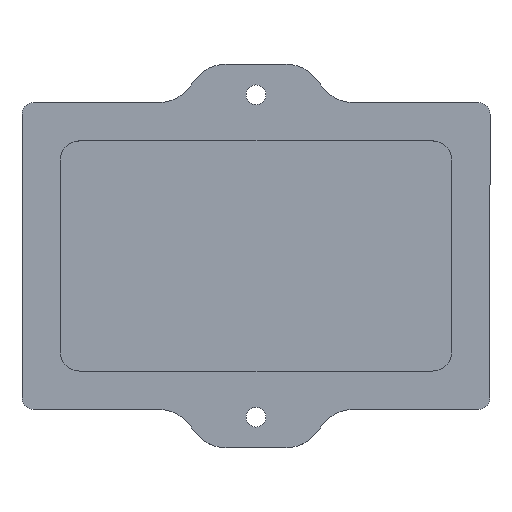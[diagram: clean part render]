
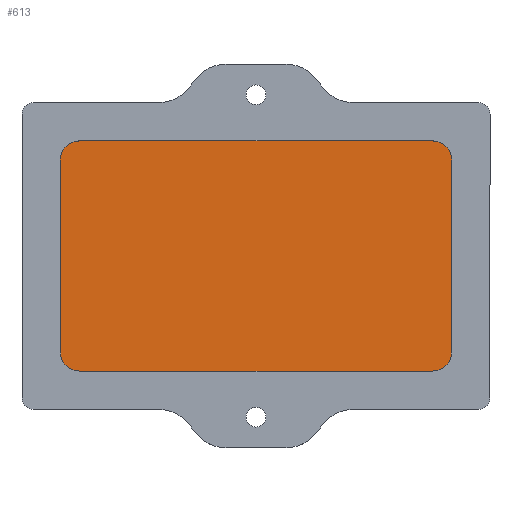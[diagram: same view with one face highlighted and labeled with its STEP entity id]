
A CAD part, top view. The second image highlights one B-rep face of the part: STEP entity #613.
In plain terms, the highlighted planar face has unit normal (0, 0, 1).
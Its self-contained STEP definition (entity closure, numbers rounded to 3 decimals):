
#48 = CARTESIAN_POINT ( 'NONE',  ( -30.619, 35.881, 1. ) ) ;
#57 = EDGE_CURVE ( 'NONE', #1393, #209, #470, .T. ) ;
#76 = DIRECTION ( 'NONE',  ( 1., 0., 0. ) ) ;
#109 = CARTESIAN_POINT ( 'NONE',  ( 66.381, -14.119, 1. ) ) ;
#141 = ORIENTED_EDGE ( 'NONE', *, *, #1362, .T. ) ;
#196 = EDGE_CURVE ( 'NONE', #1283, #441, #592, .T. ) ;
#197 = PLANE ( 'NONE',  #1375 ) ;
#208 = CIRCLE ( 'NONE', #380, 5. ) ;
#209 = VERTEX_POINT ( 'NONE', #1354 ) ;
#219 = DIRECTION ( 'NONE',  ( 0., 1., 0. ) ) ;
#220 = VECTOR ( 'NONE', #871, 1000. ) ;
#240 = ORIENTED_EDGE ( 'NONE', *, *, #346, .T. ) ;
#247 = CARTESIAN_POINT ( 'NONE',  ( -30.619, 40.881, 1. ) ) ;
#254 = VERTEX_POINT ( 'NONE', #1228 ) ;
#293 = DIRECTION ( 'NONE',  ( 0., 0., 1. ) ) ;
#312 = VERTEX_POINT ( 'NONE', #452 ) ;
#329 = LINE ( 'NONE', #1342, #220 ) ;
#346 = EDGE_CURVE ( 'NONE', #254, #1111, #455, .T. ) ;
#372 = ORIENTED_EDGE ( 'NONE', *, *, #57, .T. ) ;
#377 = CIRCLE ( 'NONE', #700, 5. ) ;
#380 = AXIS2_PLACEMENT_3D ( 'NONE', #982, #293, #76 ) ;
#382 = CARTESIAN_POINT ( 'NONE',  ( 61.381, 35.881, 1. ) ) ;
#402 = VECTOR ( 'NONE', #219, 1000. ) ;
#441 = VERTEX_POINT ( 'NONE', #463 ) ;
#446 = EDGE_CURVE ( 'NONE', #1088, #254, #877, .T. ) ;
#452 = CARTESIAN_POINT ( 'NONE',  ( 61.381, -19.119, 1. ) ) ;
#455 = CIRCLE ( 'NONE', #817, 5. ) ;
#463 = CARTESIAN_POINT ( 'NONE',  ( 66.381, 35.881, 1. ) ) ;
#470 = LINE ( 'NONE', #247, #1434 ) ;
#506 = VECTOR ( 'NONE', #959, 1000. ) ;
#522 = DIRECTION ( 'NONE',  ( -1., 0., 0. ) ) ;
#542 = CARTESIAN_POINT ( 'NONE',  ( 61.381, 40.881, 1. ) ) ;
#550 = AXIS2_PLACEMENT_3D ( 'NONE', #48, #1179, #1404 ) ;
#572 = DIRECTION ( 'NONE',  ( 1., 0., 0. ) ) ;
#592 = LINE ( 'NONE', #783, #402 ) ;
#597 = ORIENTED_EDGE ( 'NONE', *, *, #722, .T. ) ;
#613 = ADVANCED_FACE ( 'NONE', ( #1314 ), #197, .F. ) ;
#638 = DIRECTION ( 'NONE',  ( 0., 0., -1. ) ) ;
#652 = ORIENTED_EDGE ( 'NONE', *, *, #1187, .T. ) ;
#700 = AXIS2_PLACEMENT_3D ( 'NONE', #382, #1077, #1182 ) ;
#708 = CARTESIAN_POINT ( 'NONE',  ( -30.619, -19.119, 1. ) ) ;
#722 = EDGE_CURVE ( 'NONE', #312, #1283, #208, .T. ) ;
#783 = CARTESIAN_POINT ( 'NONE',  ( 66.381, 35.881, 1. ) ) ;
#786 = EDGE_LOOP ( 'NONE', ( #652, #372, #1091, #906, #240, #141, #597, #1018 ) ) ;
#817 = AXIS2_PLACEMENT_3D ( 'NONE', #1264, #1026, #572 ) ;
#833 = DIRECTION ( 'NONE',  ( -1., 0., 0. ) ) ;
#871 = DIRECTION ( 'NONE',  ( 1., 0., 0. ) ) ;
#877 = LINE ( 'NONE', #1140, #506 ) ;
#906 = ORIENTED_EDGE ( 'NONE', *, *, #446, .T. ) ;
#923 = CARTESIAN_POINT ( 'NONE',  ( -35.619, 35.881, 1. ) ) ;
#959 = DIRECTION ( 'NONE',  ( 0., -1., 0. ) ) ;
#971 = CARTESIAN_POINT ( 'NONE',  ( 61.381, 35.881, 1. ) ) ;
#982 = CARTESIAN_POINT ( 'NONE',  ( 61.381, -14.119, 1. ) ) ;
#1018 = ORIENTED_EDGE ( 'NONE', *, *, #196, .T. ) ;
#1026 = DIRECTION ( 'NONE',  ( 0., 0., 1. ) ) ;
#1077 = DIRECTION ( 'NONE',  ( 0., 0., 1. ) ) ;
#1088 = VERTEX_POINT ( 'NONE', #923 ) ;
#1091 = ORIENTED_EDGE ( 'NONE', *, *, #1146, .T. ) ;
#1111 = VERTEX_POINT ( 'NONE', #708 ) ;
#1140 = CARTESIAN_POINT ( 'NONE',  ( -35.619, 35.881, 1. ) ) ;
#1146 = EDGE_CURVE ( 'NONE', #209, #1088, #1308, .T. ) ;
#1179 = DIRECTION ( 'NONE',  ( 0., 0., 1. ) ) ;
#1182 = DIRECTION ( 'NONE',  ( -1., 0., 0. ) ) ;
#1187 = EDGE_CURVE ( 'NONE', #441, #1393, #377, .T. ) ;
#1228 = CARTESIAN_POINT ( 'NONE',  ( -35.619, -14.119, 1. ) ) ;
#1264 = CARTESIAN_POINT ( 'NONE',  ( -30.619, -14.119, 1. ) ) ;
#1283 = VERTEX_POINT ( 'NONE', #109 ) ;
#1308 = CIRCLE ( 'NONE', #550, 5. ) ;
#1314 = FACE_OUTER_BOUND ( 'NONE', #786, .T. ) ;
#1342 = CARTESIAN_POINT ( 'NONE',  ( -30.619, -19.119, 1. ) ) ;
#1354 = CARTESIAN_POINT ( 'NONE',  ( -30.619, 40.881, 1. ) ) ;
#1362 = EDGE_CURVE ( 'NONE', #1111, #312, #329, .T. ) ;
#1375 = AXIS2_PLACEMENT_3D ( 'NONE', #971, #638, #522 ) ;
#1393 = VERTEX_POINT ( 'NONE', #542 ) ;
#1404 = DIRECTION ( 'NONE',  ( -1., 0., 0. ) ) ;
#1434 = VECTOR ( 'NONE', #833, 1000. ) ;
